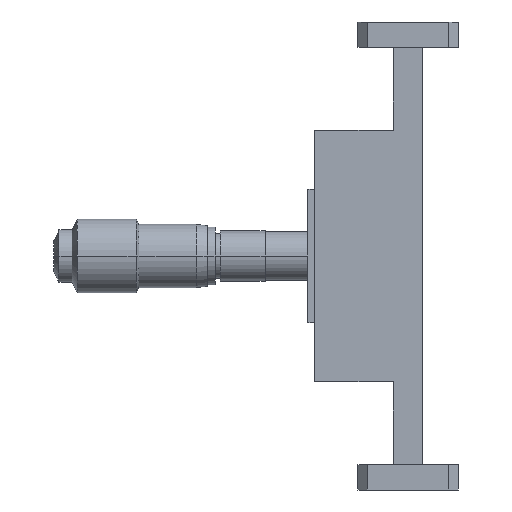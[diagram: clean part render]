
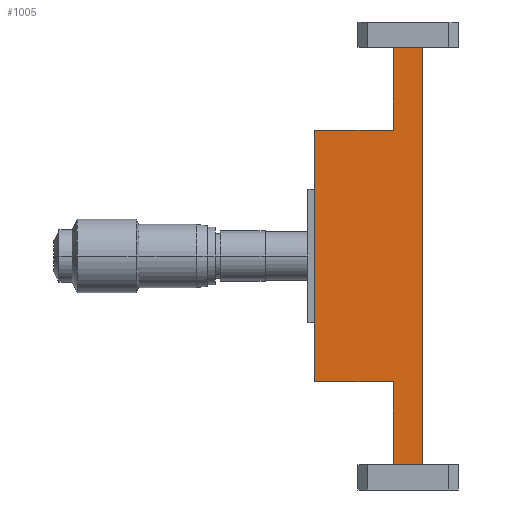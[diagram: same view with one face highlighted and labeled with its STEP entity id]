
A CAD part, left-side view. The second image highlights one B-rep face of the part: STEP entity #1005.
In plain terms, the highlighted planar face has unit normal (-1, 0, 0).
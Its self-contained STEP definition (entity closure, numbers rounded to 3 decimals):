
#22 = EDGE_CURVE ( 'NONE', #2104, #2566, #26, .T. ) ;
#26 = LINE ( 'NONE', #1778, #2280 ) ;
#152 = ORIENTED_EDGE ( 'NONE', *, *, #2611, .T. ) ;
#188 = EDGE_CURVE ( 'NONE', #730, #1526, #2826, .T. ) ;
#250 = ORIENTED_EDGE ( 'NONE', *, *, #2517, .F. ) ;
#297 = CARTESIAN_POINT ( 'NONE',  ( -15.925, 9.809, -11.658 ) ) ;
#298 = ORIENTED_EDGE ( 'NONE', *, *, #1374, .T. ) ;
#337 = ORIENTED_EDGE ( 'NONE', *, *, #188, .F. ) ;
#347 = DIRECTION ( 'NONE',  ( 0., 1., 0. ) ) ;
#398 = VECTOR ( 'NONE', #2209, 1000. ) ;
#417 = CARTESIAN_POINT ( 'NONE',  ( -15.925, -5.191, -11.658 ) ) ;
#450 = VERTEX_POINT ( 'NONE', #2393 ) ;
#466 = VERTEX_POINT ( 'NONE', #1985 ) ;
#494 = VECTOR ( 'NONE', #2224, 1000. ) ;
#506 = VERTEX_POINT ( 'NONE', #2386 ) ;
#512 = CARTESIAN_POINT ( 'NONE',  ( -15.925, -10.779, -27.406 ) ) ;
#551 = CARTESIAN_POINT ( 'NONE',  ( -15.925, -10.779, 36.094 ) ) ;
#579 = DIRECTION ( 'NONE',  ( 0., 0., -1. ) ) ;
#628 = EDGE_CURVE ( 'NONE', #506, #466, #2014, .T. ) ;
#696 = ORIENTED_EDGE ( 'NONE', *, *, #22, .T. ) ;
#730 = VERTEX_POINT ( 'NONE', #417 ) ;
#739 = VECTOR ( 'NONE', #347, 1000. ) ;
#750 = DIRECTION ( 'NONE',  ( 0., 1., 0. ) ) ;
#985 = EDGE_LOOP ( 'NONE', ( #696, #2444, #1862, #2487, #337, #152, #250, #298 ) ) ;
#1005 = ADVANCED_FACE ( 'NONE', ( #2520 ), #2506, .F. ) ;
#1131 = CARTESIAN_POINT ( 'NONE',  ( -15.925, -10.779, -27.406 ) ) ;
#1146 = VECTOR ( 'NONE', #750, 1000. ) ;
#1258 = CARTESIAN_POINT ( 'NONE',  ( -15.925, 9.809, 36.094 ) ) ;
#1336 = EDGE_CURVE ( 'NONE', #506, #2566, #2110, .T. ) ;
#1341 = CARTESIAN_POINT ( 'NONE',  ( -15.925, 9.809, -11.658 ) ) ;
#1364 = VECTOR ( 'NONE', #2561, 1000. ) ;
#1371 = CARTESIAN_POINT ( 'NONE',  ( -15.925, -5.191, 36.094 ) ) ;
#1374 = EDGE_CURVE ( 'NONE', #2396, #2104, #2619, .T. ) ;
#1383 = VECTOR ( 'NONE', #579, 1000. ) ;
#1526 = VERTEX_POINT ( 'NONE', #297 ) ;
#1584 = CARTESIAN_POINT ( 'NONE',  ( -15.925, -10.779, 51.842 ) ) ;
#1737 = LINE ( 'NONE', #512, #1146 ) ;
#1765 = LINE ( 'NONE', #1341, #2137 ) ;
#1778 = CARTESIAN_POINT ( 'NONE',  ( -15.925, -10.779, 51.842 ) ) ;
#1826 = LINE ( 'NONE', #2745, #1383 ) ;
#1852 = DIRECTION ( 'NONE',  ( 0., 0., -1. ) ) ;
#1862 = ORIENTED_EDGE ( 'NONE', *, *, #628, .T. ) ;
#1985 = CARTESIAN_POINT ( 'NONE',  ( -15.925, 9.809, 36.094 ) ) ;
#2014 = LINE ( 'NONE', #1258, #1364 ) ;
#2092 = CARTESIAN_POINT ( 'NONE',  ( -15.925, 9.809, -11.658 ) ) ;
#2101 = DIRECTION ( 'NONE',  ( 1., 0., 0. ) ) ;
#2104 = VERTEX_POINT ( 'NONE', #1584 ) ;
#2110 = LINE ( 'NONE', #1371, #494 ) ;
#2137 = VECTOR ( 'NONE', #2217, 1000. ) ;
#2209 = DIRECTION ( 'NONE',  ( 0., 0., 1. ) ) ;
#2217 = DIRECTION ( 'NONE',  ( 0., 0., 1. ) ) ;
#2224 = DIRECTION ( 'NONE',  ( 0., 0., 1. ) ) ;
#2280 = VECTOR ( 'NONE', #2415, 1000. ) ;
#2382 = EDGE_CURVE ( 'NONE', #1526, #466, #1765, .T. ) ;
#2386 = CARTESIAN_POINT ( 'NONE',  ( -15.925, -5.191, 36.094 ) ) ;
#2385 = AXIS2_PLACEMENT_3D ( 'NONE', #551, #2101, #1852 ) ;
#2393 = CARTESIAN_POINT ( 'NONE',  ( -15.925, -5.191, -27.406 ) ) ;
#2396 = VERTEX_POINT ( 'NONE', #1131 ) ;
#2415 = DIRECTION ( 'NONE',  ( 0., 1., 0. ) ) ;
#2444 = ORIENTED_EDGE ( 'NONE', *, *, #1336, .F. ) ;
#2484 = CARTESIAN_POINT ( 'NONE',  ( -15.925, -5.191, 51.842 ) ) ;
#2487 = ORIENTED_EDGE ( 'NONE', *, *, #2382, .F. ) ;
#2506 = PLANE ( 'NONE',  #2385 ) ;
#2517 = EDGE_CURVE ( 'NONE', #2396, #450, #1737, .T. ) ;
#2520 = FACE_OUTER_BOUND ( 'NONE', #985, .T. ) ;
#2561 = DIRECTION ( 'NONE',  ( 0., 1., 0. ) ) ;
#2566 = VERTEX_POINT ( 'NONE', #2484 ) ;
#2611 = EDGE_CURVE ( 'NONE', #730, #450, #1826, .T. ) ;
#2619 = LINE ( 'NONE', #2668, #398 ) ;
#2668 = CARTESIAN_POINT ( 'NONE',  ( -15.925, -10.779, 36.094 ) ) ;
#2745 = CARTESIAN_POINT ( 'NONE',  ( -15.925, -5.191, -11.658 ) ) ;
#2826 = LINE ( 'NONE', #2092, #739 ) ;
